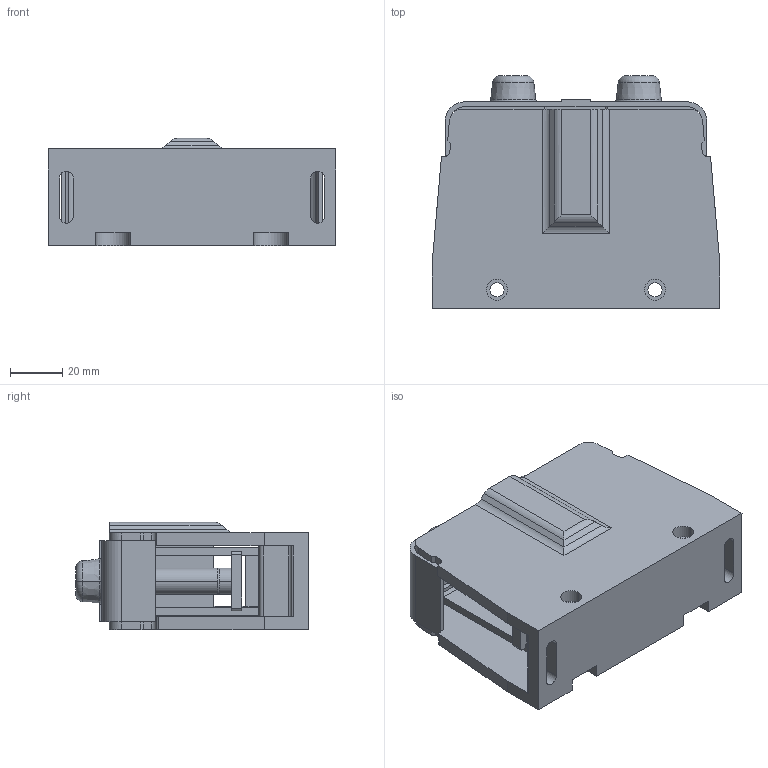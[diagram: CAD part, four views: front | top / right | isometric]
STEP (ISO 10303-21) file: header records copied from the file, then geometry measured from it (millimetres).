
FILE_DESCRIPTION((''),'2;1');
FILE_NAME('ZP_ASM','2024-01-25T',('dell'),(''),'PRO/ENGINEER BY PARAMETRIC TECHNOLOGY CORPORATION, 2013230','PRO/ENGINEER BY PARAMETRIC TECHNOLOGY CORPORATION, 2013230','');
FILE_SCHEMA(('AUTOMOTIVE_DESIGN { 1 0 10303 214 1 1 1 1 }'));
Length unit declared in the file: millimetre
Products named in the file (1): ZP_ASM
Bounding box: 110 x 88.8 x 41 mm (x, y, z)
Volume: 183582.8 mm3; surface area: 75471.4 mm2
Topology: 2 solids, 2 shells, 391 faces, 1156 edges, 760 vertices
Faces by surface type: plane 253, cylinder 112, torus 16, cone 10
Entity records: 14096 total; most frequent: CARTESIAN_POINT 2326, ORIENTED_EDGE 2312, DIRECTION 2226, EDGE_CURVE 1156, VECTOR 860, LINE 860, VERTEX_POINT 760, AXIS2_PLACEMENT_3D 683
